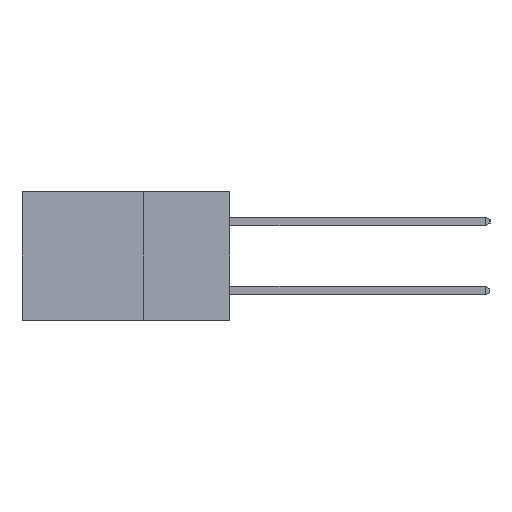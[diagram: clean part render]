
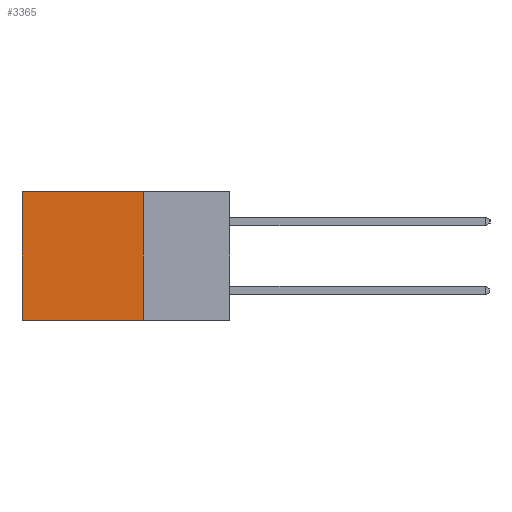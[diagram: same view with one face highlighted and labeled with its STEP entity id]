
A CAD part, left-side view. The second image highlights one B-rep face of the part: STEP entity #3365.
In plain terms, the highlighted planar face has unit normal (-1, 0, 0).
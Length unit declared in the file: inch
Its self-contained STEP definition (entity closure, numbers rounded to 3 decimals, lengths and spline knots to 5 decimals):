
#193 = VERTEX_POINT ( 'NONE', #2313 ) ;
#730 = VECTOR ( 'NONE', #10099, 39.37008 ) ;
#878 = VERTEX_POINT ( 'NONE', #11978 ) ;
#923 = DIRECTION ( 'NONE',  ( 0., 0., -1. ) ) ;
#937 = DIRECTION ( 'NONE',  ( 0., 0., -1. ) ) ;
#2313 = CARTESIAN_POINT ( 'NONE',  ( 0.298, 0.25, 0. ) ) ;
#2984 = CARTESIAN_POINT ( 'NONE',  ( 0.298, 0.25, -0.37 ) ) ;
#3085 = VECTOR ( 'NONE', #937, 39.37008 ) ;
#3365 = ADVANCED_FACE ( 'NONE', ( #7485 ), #6721, .F. ) ;
#4358 = DIRECTION ( 'NONE',  ( 0., 1., 0. ) ) ;
#4423 = CARTESIAN_POINT ( 'NONE',  ( 0.298, 0.6, 0. ) ) ;
#4530 = ORIENTED_EDGE ( 'NONE', *, *, #9335, .T. ) ;
#5212 = EDGE_CURVE ( 'NONE', #10917, #878, #10811, .T. ) ;
#5621 = ORIENTED_EDGE ( 'NONE', *, *, #5212, .F. ) ;
#6346 = DIRECTION ( 'NONE',  ( 0., 1., 0. ) ) ;
#6561 = LINE ( 'NONE', #4423, #3085 ) ;
#6677 = CARTESIAN_POINT ( 'NONE',  ( 0.298, 0.25, 0. ) ) ;
#6721 = PLANE ( 'NONE',  #10687 ) ;
#7066 = VECTOR ( 'NONE', #6346, 39.37008 ) ;
#7276 = VERTEX_POINT ( 'NONE', #14333 ) ;
#7485 = FACE_OUTER_BOUND ( 'NONE', #10211, .T. ) ;
#7585 = ORIENTED_EDGE ( 'NONE', *, *, #8850, .T. ) ;
#7899 = DIRECTION ( 'NONE',  ( 1., 0., 0. ) ) ;
#8188 = VECTOR ( 'NONE', #4358, 39.37008 ) ;
#8795 = EDGE_CURVE ( 'NONE', #193, #10917, #10317, .T. ) ;
#8850 = EDGE_CURVE ( 'NONE', #7276, #878, #6561, .T. ) ;
#8967 = CARTESIAN_POINT ( 'NONE',  ( 0.298, 0.25, 0. ) ) ;
#9335 = EDGE_CURVE ( 'NONE', #193, #7276, #14524, .T. ) ;
#10099 = DIRECTION ( 'NONE',  ( 0., 0., -1. ) ) ;
#10211 = EDGE_LOOP ( 'NONE', ( #7585, #5621, #10591, #4530 ) ) ;
#10317 = LINE ( 'NONE', #8967, #730 ) ;
#10591 = ORIENTED_EDGE ( 'NONE', *, *, #8795, .F. ) ;
#10687 = AXIS2_PLACEMENT_3D ( 'NONE', #14659, #7899, #923 ) ;
#10811 = LINE ( 'NONE', #12038, #7066 ) ;
#10917 = VERTEX_POINT ( 'NONE', #2984 ) ;
#11978 = CARTESIAN_POINT ( 'NONE',  ( 0.298, 0.6, -0.37 ) ) ;
#12038 = CARTESIAN_POINT ( 'NONE',  ( 0.298, 0.25, -0.37 ) ) ;
#14333 = CARTESIAN_POINT ( 'NONE',  ( 0.298, 0.6, 0. ) ) ;
#14524 = LINE ( 'NONE', #6677, #8188 ) ;
#14659 = CARTESIAN_POINT ( 'NONE',  ( 0.298, 0.25, 0. ) ) ;
